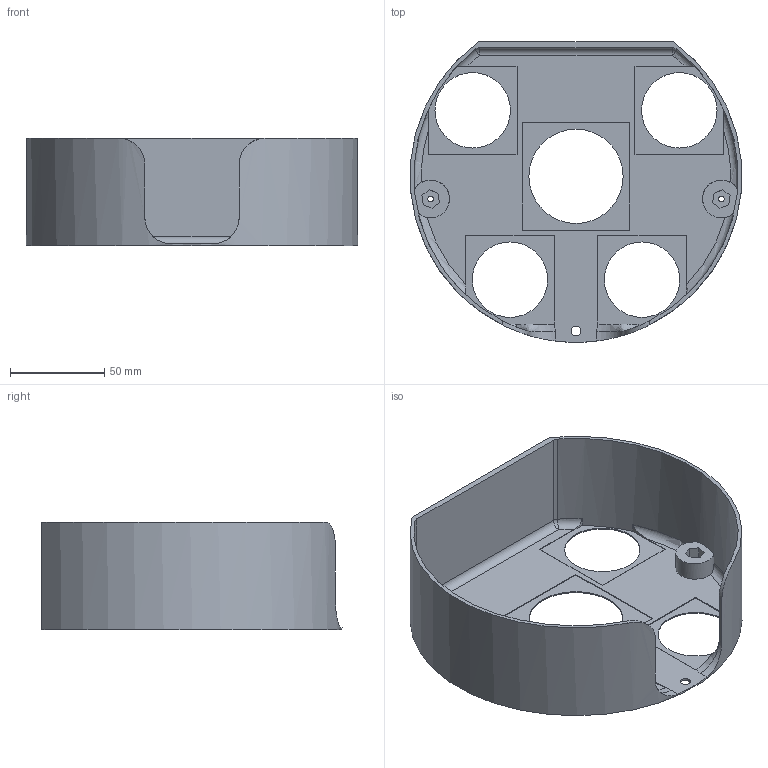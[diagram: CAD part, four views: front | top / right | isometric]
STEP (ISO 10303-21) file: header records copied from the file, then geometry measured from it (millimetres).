
FILE_DESCRIPTION(/* description */ (''),/* implementation_level */ '2;1');
FILE_NAME(/* name */ 'CoverNew_ipt_8ad78f65.STEP',/* time_stamp */ '2021-11-25T09:42:43-03:00',/* author */ ('victo'),/* organization */ (''),/* preprocessor_version */ 'ST-DEVELOPER v18.1',/* originating_system */ 'Autodesk Inventor 2020',/* authorisation */ '');
FILE_SCHEMA (('AUTOMOTIVE_DESIGN { 1 0 10303 214 3 1 1 }'));
Length unit declared in the file: millimetre
Products named in the file (1): Cover_v2020
Bounding box: 175.48 x 159.17 x 57 mm (x, y, z)
Volume: 81865.5 mm3; surface area: 89221.1 mm2
Topology: 1 solids, 1 shells, 80 faces, 221 edges, 144 vertices
Faces by surface type: plane 48, cylinder 20, torus 8, bspline 2, sphere 2
Full cylindrical faces by diameter (mm): 3 x2, 5.2 x1, 40 x4, 50 x1
Entity records: 2943 total; most frequent: CARTESIAN_POINT 758, ORIENTED_EDGE 438, DIRECTION 413, EDGE_CURVE 219, VERTEX_POINT 144, AXIS2_PLACEMENT_3D 139, LINE 135, VECTOR 135
